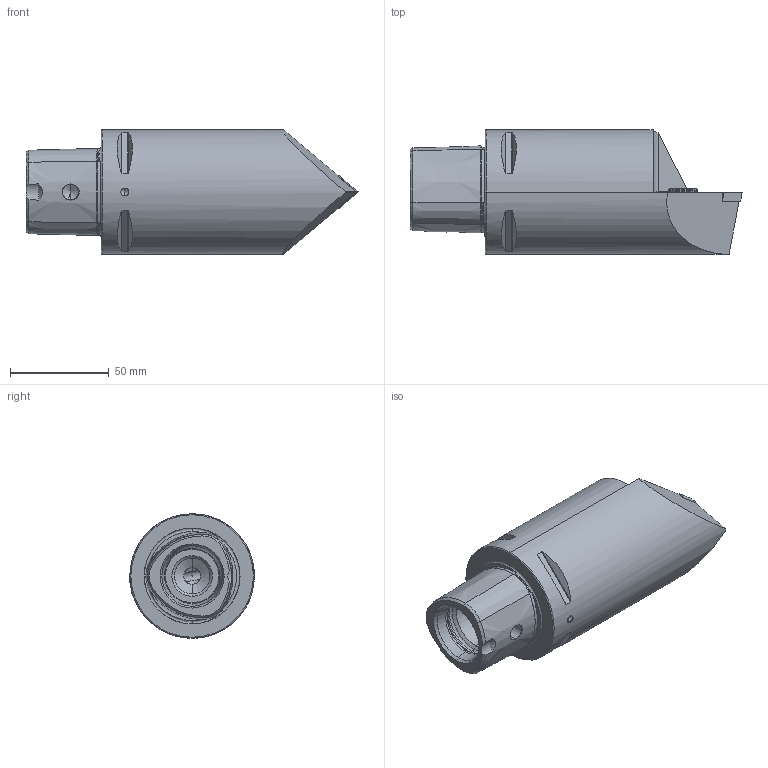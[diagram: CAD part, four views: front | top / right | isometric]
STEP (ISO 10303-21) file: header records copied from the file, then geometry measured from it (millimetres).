
FILE_DESCRIPTION (( 'STEP AP214' ), '1' );
FILE_NAME ('PS6.KCC.NMA.130-HP.STEP', '2020-09-16T07:05:14', ( '' ), ( '' ), 'SwSTEP 2.0', 'SolidWorks 2017', '' );
FILE_SCHEMA (( 'AUTOMOTIVE_DESIGN' ));
Length unit declared in the file: millimetre
Products named in the file (10): DIN 3771 - 13x1; CCMT120404; WCC-ER2.001.010_A; ISO 8752 2x8; CHP-ER1.015.006; CHP-ER1.008.014_A; CHP-ER1.015.006_A; PS6-KCC.NMA.130-HP_A; DIN 7991 - M5x15; PS6.KCC.NMA.130-HP
Assembly tree (9 placements, depth 3):
  PS6.KCC.NMA.130-HP
    PS6-KCC.NMA.130-HP_A
    CHP-ER1.015.006
      CHP-ER1.015.006_A
      DIN 3771 - 13x1
      DIN 7991 - M5x15
    CHP-ER1.008.014_A
    ISO 8752 2x8
    CCMT120404
    WCC-ER2.001.010_A
Bounding box: 168 x 63.13 x 63 mm (x, y, z)
Volume: 329121 mm3; surface area: 42997.8 mm2
Topology: 8 solids, 8 shells, 370 faces, 880 edges, 510 vertices
Faces by surface type: cone 123, cylinder 98, plane 86, torus 51, bspline 12
Entity records: 12089 total; most frequent: CARTESIAN_POINT 3312, DIRECTION 1776, ORIENTED_EDGE 1700, EDGE_CURVE 850, AXIS2_PLACEMENT_3D 721, VERTEX_POINT 510, EDGE_LOOP 398, FACE_OUTER_BOUND 370
